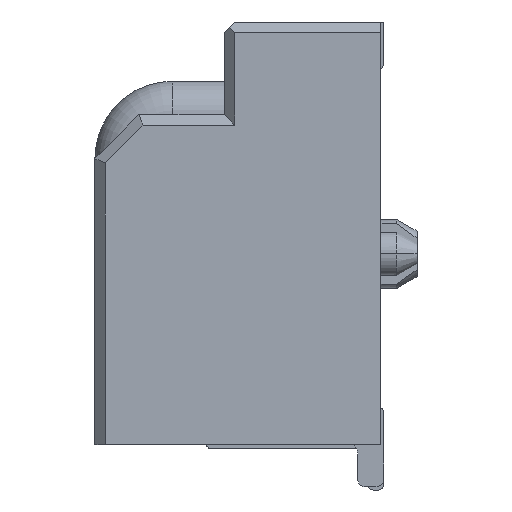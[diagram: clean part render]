
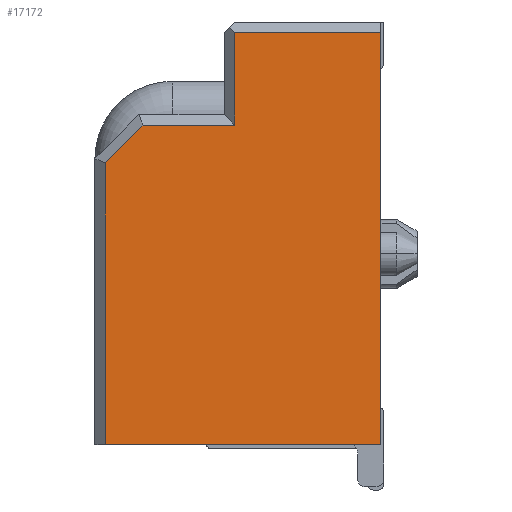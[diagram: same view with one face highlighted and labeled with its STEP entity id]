
A CAD part, left-side view. The second image highlights one B-rep face of the part: STEP entity #17172.
In plain terms, the highlighted planar face has unit normal (-1, 0, 0).
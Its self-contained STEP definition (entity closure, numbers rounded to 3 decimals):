
#134=DIRECTION('',(0.,1.,0.));
#135=VECTOR('',#134,2.84);
#136=CARTESIAN_POINT('',(-14.95,-2.775,-0.2));
#137=LINE('',#136,#135);
#138=DIRECTION('',(0.,0.,-1.));
#139=VECTOR('',#138,8.);
#140=CARTESIAN_POINT('',(-14.95,-2.775,-0.2));
#141=LINE('',#140,#139);
#142=DIRECTION('',(0.,1.,0.));
#143=VECTOR('',#142,5.35);
#144=CARTESIAN_POINT('',(-14.95,-2.775,-8.2));
#145=LINE('',#144,#143);
#146=DIRECTION('',(0.,0.,-1.));
#147=VECTOR('',#146,5.467);
#148=CARTESIAN_POINT('',(-14.95,2.575,-2.733));
#149=LINE('',#148,#147);
#150=DIRECTION('',(0.,0.707,-0.707));
#151=VECTOR('',#150,1.036);
#152=CARTESIAN_POINT('',(-14.95,1.842,-2.));
#153=LINE('',#152,#151);
#154=DIRECTION('',(0.,1.,0.));
#155=VECTOR('',#154,1.777);
#156=CARTESIAN_POINT('',(-14.95,0.065,-2.));
#157=LINE('',#156,#155);
#158=DIRECTION('',(0.,0.,-1.));
#159=VECTOR('',#158,1.8);
#160=CARTESIAN_POINT('',(-14.95,0.065,-0.2));
#161=LINE('',#160,#159);
#13465=CARTESIAN_POINT('',(-14.95,-2.775,-8.2));
#13467=VERTEX_POINT('',#13465);
#13564=CARTESIAN_POINT('',(-14.95,-2.775,-0.2));
#13566=VERTEX_POINT('',#13564);
#13567=CARTESIAN_POINT('',(-14.95,0.065,-0.2));
#13568=VERTEX_POINT('',#13567);
#13575=CARTESIAN_POINT('',(-14.95,0.065,-2.));
#13576=VERTEX_POINT('',#13575);
#13579=CARTESIAN_POINT('',(-14.95,1.842,-2.));
#13580=VERTEX_POINT('',#13579);
#13583=CARTESIAN_POINT('',(-14.95,2.575,-2.733));
#13584=VERTEX_POINT('',#13583);
#13585=CARTESIAN_POINT('',(-14.95,2.575,-8.2));
#13587=VERTEX_POINT('',#13585);
#17151=CARTESIAN_POINT('',(-14.95,0.,0.));
#17152=DIRECTION('',(1.,0.,0.));
#17153=DIRECTION('',(0.,0.,-1.));
#17154=AXIS2_PLACEMENT_3D('',#17151,#17152,#17153);
#17155=PLANE('',#17154);
#17157=ORIENTED_EDGE('',*,*,#17156,.F.);
#17159=ORIENTED_EDGE('',*,*,#17158,.T.);
#17161=ORIENTED_EDGE('',*,*,#17160,.T.);
#17163=ORIENTED_EDGE('',*,*,#17162,.F.);
#17165=ORIENTED_EDGE('',*,*,#17164,.F.);
#17167=ORIENTED_EDGE('',*,*,#17166,.F.);
#17169=ORIENTED_EDGE('',*,*,#17168,.F.);
#17170=EDGE_LOOP('',(#17157,#17159,#17161,#17163,#17165,#17167,#17169));
#17171=FACE_OUTER_BOUND('',#17170,.F.);
#17156=EDGE_CURVE('',#13566,#13568,#137,.T.);
#17158=EDGE_CURVE('',#13566,#13467,#141,.T.);
#17160=EDGE_CURVE('',#13467,#13587,#145,.T.);
#17162=EDGE_CURVE('',#13584,#13587,#149,.T.);
#17164=EDGE_CURVE('',#13580,#13584,#153,.T.);
#17166=EDGE_CURVE('',#13576,#13580,#157,.T.);
#17168=EDGE_CURVE('',#13568,#13576,#161,.T.);
#17172=ADVANCED_FACE('',(#17171),#17155,.F.);
